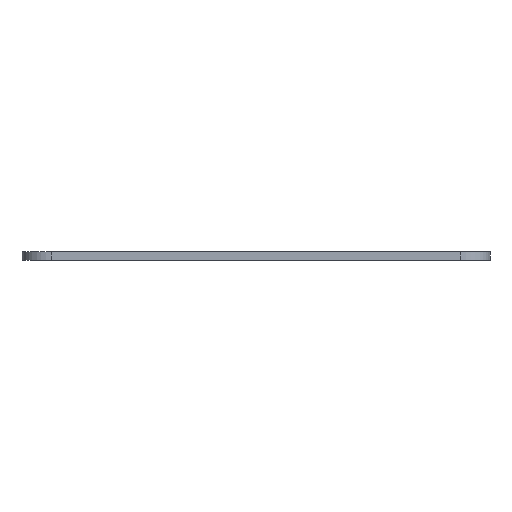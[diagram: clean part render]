
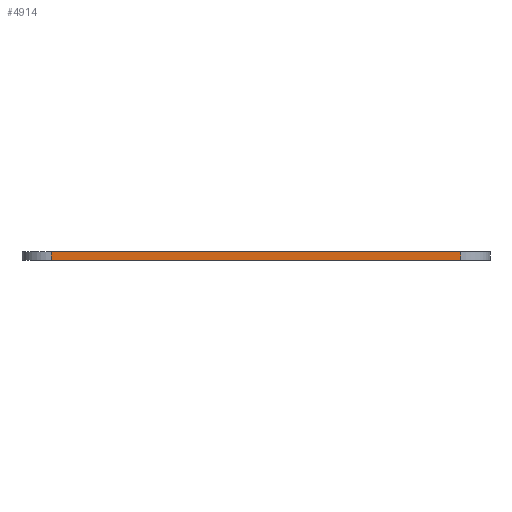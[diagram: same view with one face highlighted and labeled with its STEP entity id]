
A CAD part, left-side view. The second image highlights one B-rep face of the part: STEP entity #4914.
In plain terms, the highlighted planar face has unit normal (-1, 0, 0).
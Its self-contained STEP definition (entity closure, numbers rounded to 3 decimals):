
#797=FACE_OUTER_BOUND('',#1080,.T.);
#1080=EDGE_LOOP('',(#4483,#4484,#4485,#4486));
#1373=LINE('',#9272,#1772);
#1404=LINE('',#9402,#1803);
#1409=LINE('',#9413,#1808);
#1487=LINE('',#9625,#1886);
#1772=VECTOR('',#5523,10.);
#1803=VECTOR('',#5634,10.);
#1808=VECTOR('',#5645,10.);
#1886=VECTOR('',#5887,10.);
#2261=VERTEX_POINT('',#9269);
#2262=VERTEX_POINT('',#9271);
#2321=VERTEX_POINT('',#9400);
#2323=VERTEX_POINT('',#9409);
#2926=EDGE_CURVE('',#2261,#2262,#1373,.T.);
#2989=EDGE_CURVE('',#2321,#2261,#1404,.T.);
#2995=EDGE_CURVE('',#2262,#2323,#1409,.T.);
#3101=EDGE_CURVE('',#2323,#2321,#1487,.T.);
#4483=ORIENTED_EDGE('',*,*,#2989,.F.);
#4484=ORIENTED_EDGE('',*,*,#3101,.F.);
#4485=ORIENTED_EDGE('',*,*,#2995,.F.);
#4486=ORIENTED_EDGE('',*,*,#2926,.F.);
#4655=PLANE('',#5118);
#4914=ADVANCED_FACE('',(#797),#4655,.T.);
#5118=AXIS2_PLACEMENT_3D('',#9624,#5885,#5886);
#5523=DIRECTION('',(0.,1.,0.));
#5634=DIRECTION('',(0.,0.,-1.));
#5645=DIRECTION('',(0.,0.,1.));
#5885=DIRECTION('center_axis',(-1.,0.,0.));
#5886=DIRECTION('ref_axis',(0.,-1.,0.));
#5887=DIRECTION('',(0.,-1.,0.));
#9269=CARTESIAN_POINT('',(-11.561,-64.822,0.));
#9271=CARTESIAN_POINT('',(-11.561,5.478,0.));
#9272=CARTESIAN_POINT('',(-11.561,-69.822,0.));
#9400=CARTESIAN_POINT('',(-11.561,-64.822,1.5));
#9402=CARTESIAN_POINT('',(-11.561,-64.822,0.));
#9409=CARTESIAN_POINT('',(-11.561,5.478,1.5));
#9413=CARTESIAN_POINT('',(-11.561,5.478,0.));
#9624=CARTESIAN_POINT('Origin',(-11.561,10.478,0.));
#9625=CARTESIAN_POINT('',(-11.561,-69.822,1.5));
